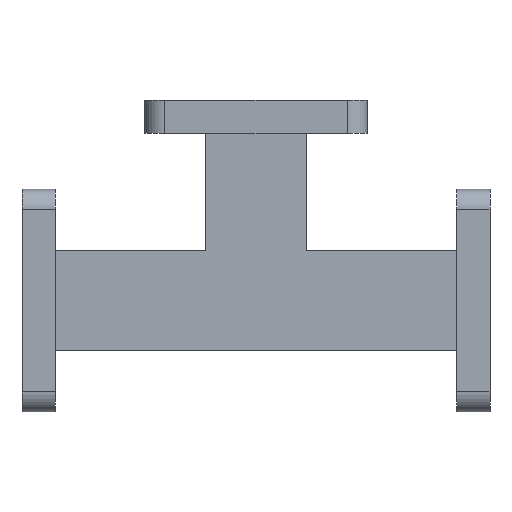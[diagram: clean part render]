
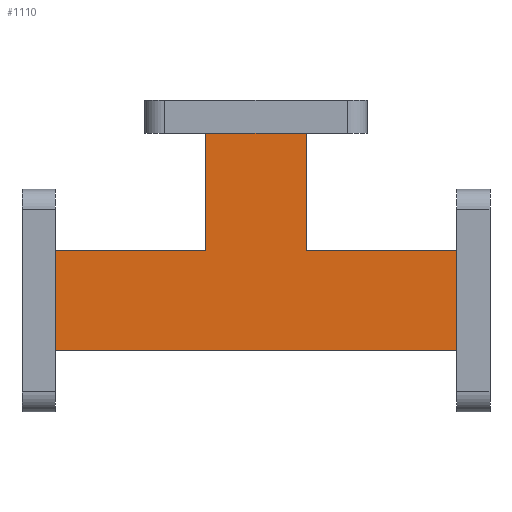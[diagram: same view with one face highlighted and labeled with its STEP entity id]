
A CAD part, front view. The second image highlights one B-rep face of the part: STEP entity #1110.
In plain terms, the highlighted planar face has unit normal (0, -1, 0).
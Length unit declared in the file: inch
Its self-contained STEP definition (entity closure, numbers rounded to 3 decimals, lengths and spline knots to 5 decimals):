
#14 = VERTEX_POINT ( 'NONE', #636 ) ;
#20 = CARTESIAN_POINT ( 'NONE',  ( -1.1811, -0.16752, -0.29508 ) ) ;
#77 = PLANE ( 'NONE',  #1792 ) ;
#195 = CARTESIAN_POINT ( 'NONE',  ( 1.37795, -0.16752, 0.29508 ) ) ;
#222 = EDGE_CURVE ( 'NONE', #1316, #2532, #1408, .T. ) ;
#336 = VERTEX_POINT ( 'NONE', #2485 ) ;
#343 = EDGE_CURVE ( 'NONE', #2537, #2429, #1844, .T. ) ;
#384 = VECTOR ( 'NONE', #1366, 39.37008 ) ;
#398 = DIRECTION ( 'NONE',  ( -1., 0., 0. ) ) ;
#428 = ORIENTED_EDGE ( 'NONE', *, *, #222, .T. ) ;
#439 = ORIENTED_EDGE ( 'NONE', *, *, #2675, .F. ) ;
#476 = DIRECTION ( 'NONE',  ( 0., 0., -1. ) ) ;
#554 = VECTOR ( 'NONE', #2295, 39.37008 ) ;
#588 = DIRECTION ( 'NONE',  ( 1., 0., 0. ) ) ;
#636 = CARTESIAN_POINT ( 'NONE',  ( 1.1811, -0.16752, 0.29508 ) ) ;
#814 = CARTESIAN_POINT ( 'NONE',  ( -0.29508, -0.16752, -0.29508 ) ) ;
#833 = VECTOR ( 'NONE', #398, 39.37008 ) ;
#843 = EDGE_LOOP ( 'NONE', ( #1404, #2398, #1455, #945, #1170, #428, #2245, #439 ) ) ;
#854 = CARTESIAN_POINT ( 'NONE',  ( -0.29508, -0.16752, -0.29508 ) ) ;
#897 = EDGE_CURVE ( 'NONE', #14, #1316, #2051, .T. ) ;
#943 = CARTESIAN_POINT ( 'NONE',  ( -1.1811, -0.16752, 0. ) ) ;
#945 = ORIENTED_EDGE ( 'NONE', *, *, #2077, .T. ) ;
#993 = CARTESIAN_POINT ( 'NONE',  ( -1.1811, -0.16752, 0.29508 ) ) ;
#1053 = VECTOR ( 'NONE', #1972, 39.37008 ) ;
#1109 = CARTESIAN_POINT ( 'NONE',  ( -0.29508, -0.16752, -0.29508 ) ) ;
#1110 = ADVANCED_FACE ( 'NONE', ( #1123 ), #77, .T. ) ;
#1123 = FACE_OUTER_BOUND ( 'NONE', #843, .T. ) ;
#1125 = DIRECTION ( 'NONE',  ( -1., 0., 0. ) ) ;
#1170 = ORIENTED_EDGE ( 'NONE', *, *, #897, .T. ) ;
#1182 = VECTOR ( 'NONE', #588, 39.37008 ) ;
#1228 = DIRECTION ( 'NONE',  ( -1., 0., 0. ) ) ;
#1269 = LINE ( 'NONE', #854, #554 ) ;
#1281 = DIRECTION ( 'NONE',  ( 0., -1., 0. ) ) ;
#1316 = VERTEX_POINT ( 'NONE', #1644 ) ;
#1339 = EDGE_CURVE ( 'NONE', #1541, #1410, #2671, .T. ) ;
#1343 = LINE ( 'NONE', #2158, #2181 ) ;
#1360 = LINE ( 'NONE', #943, #1053 ) ;
#1366 = DIRECTION ( 'NONE',  ( 0., 0., 1. ) ) ;
#1377 = CARTESIAN_POINT ( 'NONE',  ( 0.29508, -0.16752, -0.29508 ) ) ;
#1404 = ORIENTED_EDGE ( 'NONE', *, *, #343, .T. ) ;
#1408 = LINE ( 'NONE', #1377, #384 ) ;
#1410 = VERTEX_POINT ( 'NONE', #2451 ) ;
#1429 = VECTOR ( 'NONE', #1125, 39.37008 ) ;
#1455 = ORIENTED_EDGE ( 'NONE', *, *, #1339, .T. ) ;
#1539 = CARTESIAN_POINT ( 'NONE',  ( 0., -0.16752, 0.98425 ) ) ;
#1541 = VERTEX_POINT ( 'NONE', #20 ) ;
#1630 = CARTESIAN_POINT ( 'NONE',  ( 1.37795, -0.16752, 0.29508 ) ) ;
#1644 = CARTESIAN_POINT ( 'NONE',  ( 0.29508, -0.16752, 0.29508 ) ) ;
#1695 = LINE ( 'NONE', #1539, #1429 ) ;
#1792 = AXIS2_PLACEMENT_3D ( 'NONE', #1109, #1281, #476 ) ;
#1844 = LINE ( 'NONE', #1630, #1953 ) ;
#1953 = VECTOR ( 'NONE', #1228, 39.37008 ) ;
#1972 = DIRECTION ( 'NONE',  ( 0., 0., -1. ) ) ;
#1974 = EDGE_CURVE ( 'NONE', #2429, #1541, #1360, .T. ) ;
#2027 = DIRECTION ( 'NONE',  ( 0., 0., 1. ) ) ;
#2051 = LINE ( 'NONE', #195, #833 ) ;
#2077 = EDGE_CURVE ( 'NONE', #1410, #14, #1343, .T. ) ;
#2158 = CARTESIAN_POINT ( 'NONE',  ( 1.1811, -0.16752, 0. ) ) ;
#2181 = VECTOR ( 'NONE', #2027, 39.37008 ) ;
#2235 = CARTESIAN_POINT ( 'NONE',  ( 0.29508, -0.16752, 0.98425 ) ) ;
#2245 = ORIENTED_EDGE ( 'NONE', *, *, #2252, .T. ) ;
#2252 = EDGE_CURVE ( 'NONE', #2532, #336, #1695, .T. ) ;
#2295 = DIRECTION ( 'NONE',  ( 0., 0., 1. ) ) ;
#2398 = ORIENTED_EDGE ( 'NONE', *, *, #1974, .T. ) ;
#2429 = VERTEX_POINT ( 'NONE', #993 ) ;
#2451 = CARTESIAN_POINT ( 'NONE',  ( 1.1811, -0.16752, -0.29508 ) ) ;
#2485 = CARTESIAN_POINT ( 'NONE',  ( -0.29508, -0.16752, 0.98425 ) ) ;
#2532 = VERTEX_POINT ( 'NONE', #2235 ) ;
#2537 = VERTEX_POINT ( 'NONE', #2631 ) ;
#2631 = CARTESIAN_POINT ( 'NONE',  ( -0.29508, -0.16752, 0.29508 ) ) ;
#2671 = LINE ( 'NONE', #814, #1182 ) ;
#2675 = EDGE_CURVE ( 'NONE', #2537, #336, #1269, .T. ) ;
